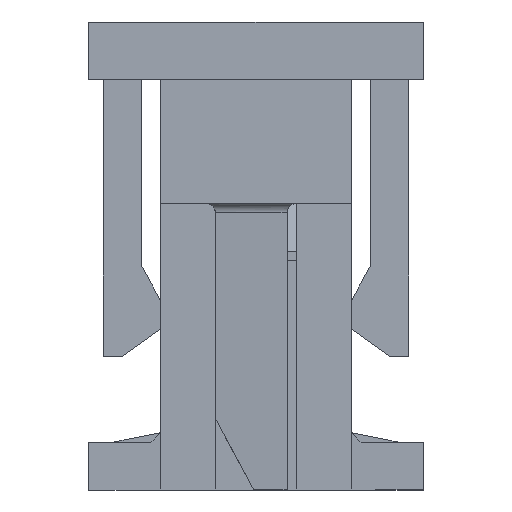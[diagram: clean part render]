
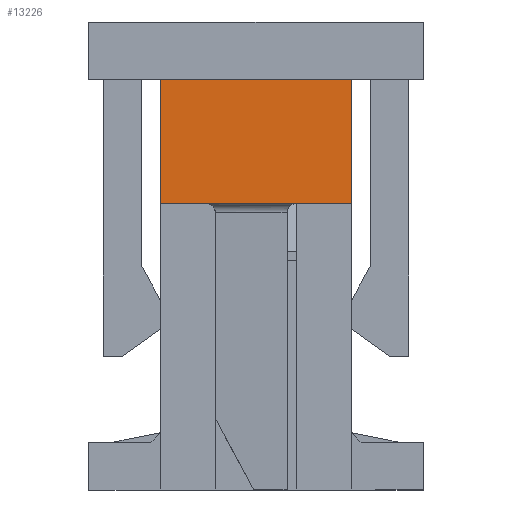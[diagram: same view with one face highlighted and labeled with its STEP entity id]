
A CAD part, left-side view. The second image highlights one B-rep face of the part: STEP entity #13226.
In plain terms, the highlighted planar face has unit normal (-1, 0, 0).
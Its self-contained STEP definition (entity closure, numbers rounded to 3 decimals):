
#3850=ORIENTED_EDGE('',*,*,#5875,.F.);
#3851=ORIENTED_EDGE('',*,*,#5870,.F.);
#3852=ORIENTED_EDGE('',*,*,#5877,.T.);
#3853=ORIENTED_EDGE('',*,*,#5878,.T.);
#5870=EDGE_CURVE('',#7126,#7127,#8952,.T.);
#5875=EDGE_CURVE('',#7127,#7131,#8957,.T.);
#5877=EDGE_CURVE('',#7126,#7132,#8959,.T.);
#5878=EDGE_CURVE('',#7132,#7131,#8960,.T.);
#7126=VERTEX_POINT('',#20815);
#7127=VERTEX_POINT('',#20817);
#7131=VERTEX_POINT('',#20827);
#7132=VERTEX_POINT('',#20831);
#8952=LINE('',#20816,#10798);
#8957=LINE('',#20826,#10803);
#8959=LINE('',#20830,#10805);
#8960=LINE('',#20832,#10806);
#10798=VECTOR('',#17030,1000.);
#10803=VECTOR('',#17037,1000.);
#10805=VECTOR('',#17041,1000.);
#10806=VECTOR('',#17042,1000.);
#11436=EDGE_LOOP('',(#3850,#3851,#3852,#3853));
#12046=FACE_BOUND('',#11436,.T.);
#12633=PLANE('',#13951);
#13226=ADVANCED_FACE('',(#12046),#12633,.T.);
#13951=AXIS2_PLACEMENT_3D('',#20829,#17039,#17040);
#17030=DIRECTION('',(0.,1.,0.));
#17037=DIRECTION('',(0.,0.,1.));
#17039=DIRECTION('',(-1.,0.,0.));
#17040=DIRECTION('',(0.,0.,1.));
#17041=DIRECTION('',(0.,0.,1.));
#17042=DIRECTION('',(0.,1.,0.));
#20815=CARTESIAN_POINT('',(-9.7,-1.,-0.65));
#20816=CARTESIAN_POINT('',(-9.7,-1.,-0.65));
#20817=CARTESIAN_POINT('',(-9.7,1.,-0.65));
#20826=CARTESIAN_POINT('',(-9.7,1.,-0.65));
#20827=CARTESIAN_POINT('',(-9.7,1.,0.65));
#20829=CARTESIAN_POINT('',(-9.7,-1.,-0.65));
#20830=CARTESIAN_POINT('',(-9.7,-1.,-0.65));
#20831=CARTESIAN_POINT('',(-9.7,-1.,0.65));
#20832=CARTESIAN_POINT('',(-9.7,-1.,0.65));
